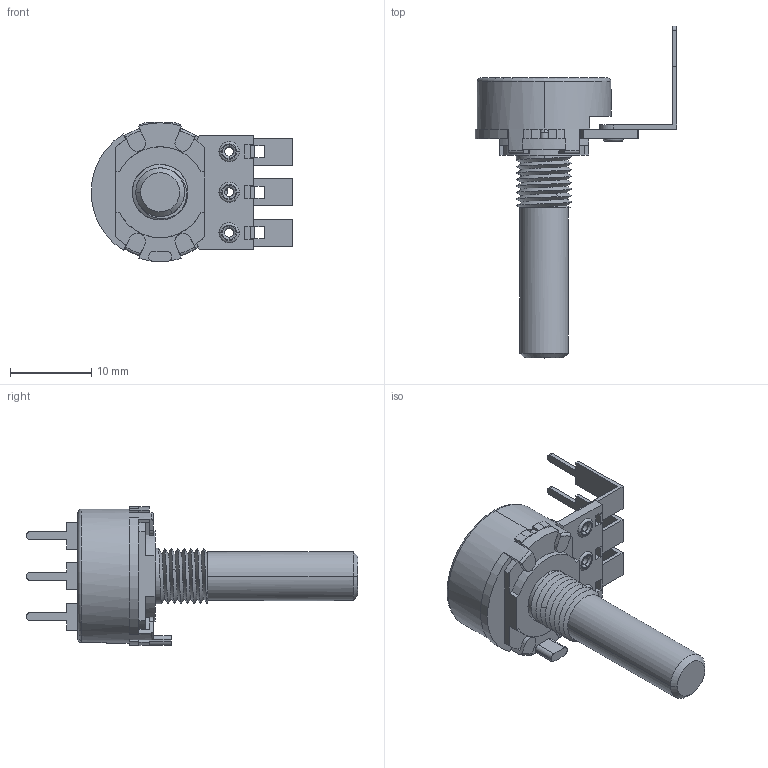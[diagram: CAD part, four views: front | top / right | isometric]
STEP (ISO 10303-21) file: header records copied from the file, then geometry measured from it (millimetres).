
FILE_DESCRIPTION((''),'2;1');
FILE_NAME('P164M100PNA25A103','2021-01-04T12:13:47',('JVassar'),(''),'CREO PARAMETRIC BY PTC INC, 2018260','CREO PARAMETRIC BY PTC INC, 2018260','');
FILE_SCHEMA(('CONFIG_CONTROL_DESIGN'));
Length unit declared in the file: millimetre
Products named in the file (1): P164M100PNA25A103
Bounding box: 24.85 x 40.9 x 17.15 mm (x, y, z)
Volume: 1874.6 mm3; surface area: 3487 mm2
Topology: 1 solids, 1 shells, 363 faces, 1100 edges, 724 vertices
Faces by surface type: plane 244, cylinder 89, torus 18, bspline 10, cone 2
Entity records: 14073 total; most frequent: CARTESIAN_POINT 3831, ORIENTED_EDGE 2200, DIRECTION 2161, EDGE_CURVE 1100, AXIS2_PLACEMENT_3D 752, VERTEX_POINT 724, VECTOR 657, LINE 657
